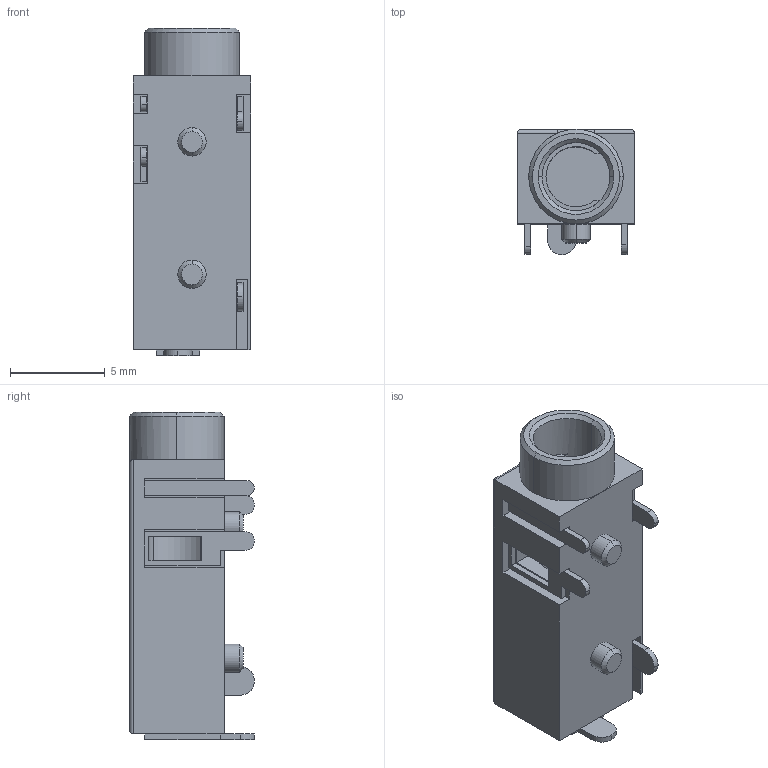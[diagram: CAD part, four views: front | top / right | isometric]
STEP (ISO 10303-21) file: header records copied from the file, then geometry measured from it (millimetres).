
FILE_DESCRIPTION (( 'STEP AP214' ), '1' );
FILE_NAME ('SJ3-35083A-TR.STEP', '2024-08-26T14:03:33', ( '' ), ( '' ), 'SwSTEP 2.0', 'SolidWorks 2019', '' );
FILE_SCHEMA (( 'AUTOMOTIVE_DESIGN' ));
Length unit declared in the file: millimetre
Products named in the file (1): SJ3-35083A-TR
Bounding box: 6.2 x 6.6 x 17.3 mm (x, y, z)
Volume: 370 mm3; surface area: 711.3 mm2
Topology: 6 solids, 6 shells, 117 faces, 295 edges, 190 vertices
Faces by surface type: plane 82, cylinder 25, cone 8, bspline 2
Entity records: 4172 total; most frequent: CARTESIAN_POINT 669, ORIENTED_EDGE 586, DIRECTION 581, EDGE_CURVE 293, VECTOR 225, LINE 225, VERTEX_POINT 190, AXIS2_PLACEMENT_3D 178
